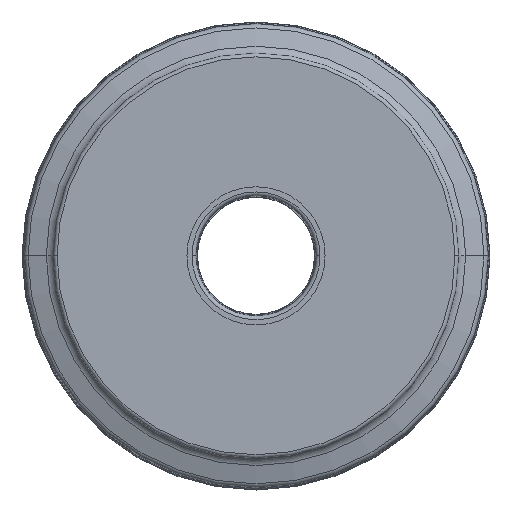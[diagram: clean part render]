
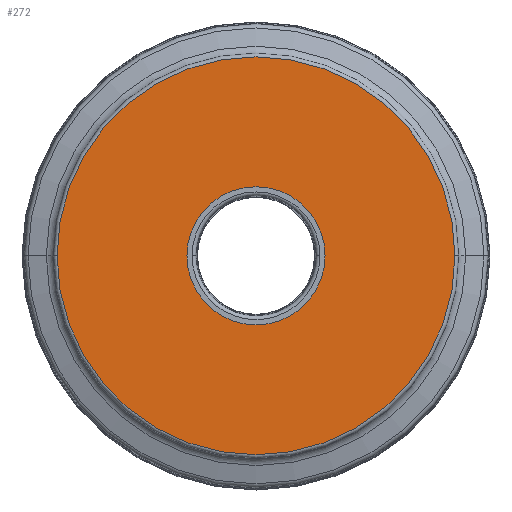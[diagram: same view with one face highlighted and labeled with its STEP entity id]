
A CAD part, top view. The second image highlights one B-rep face of the part: STEP entity #272.
In plain terms, the highlighted planar face has unit normal (0, 0, 1).
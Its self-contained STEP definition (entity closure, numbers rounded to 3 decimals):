
#30=PLANE('',#2223);
#38=FACE_BOUND('',#502,.T.);
#39=FACE_BOUND('',#503,.T.);
#272=ADVANCED_FACE('',(#38,#39),#30,.F.);
#502=EDGE_LOOP('',(#929,#930));
#503=EDGE_LOOP('',(#931,#932));
#929=ORIENTED_EDGE('',*,*,#1394,.F.);
#930=ORIENTED_EDGE('',*,*,#1392,.F.);
#931=ORIENTED_EDGE('',*,*,#1395,.T.);
#932=ORIENTED_EDGE('',*,*,#1396,.T.);
#1155=VERTEX_POINT('',#4608);
#1156=VERTEX_POINT('',#4610);
#1157=VERTEX_POINT('',#4616);
#1158=VERTEX_POINT('',#4617);
#1392=EDGE_CURVE('',#1155,#1156,#1691,.T.);
#1394=EDGE_CURVE('',#1156,#1155,#1693,.T.);
#1395=EDGE_CURVE('',#1157,#1158,#1694,.T.);
#1396=EDGE_CURVE('',#1158,#1157,#1695,.T.);
#1691=CIRCLE('',#2216,107.995);
#1693=CIRCLE('',#2219,107.995);
#1694=CIRCLE('',#2221,37.5);
#1695=CIRCLE('',#2222,37.5);
#2216=AXIS2_PLACEMENT_3D('',#4609,#2782,#2783);
#2219=AXIS2_PLACEMENT_3D('',#4613,#2788,#2789);
#2221=AXIS2_PLACEMENT_3D('',#4615,#2792,#2793);
#2222=AXIS2_PLACEMENT_3D('',#4618,#2794,#2795);
#2223=AXIS2_PLACEMENT_3D('',#4619,#2796,#2797);
#2782=DIRECTION('',(0.,0.,-1.));
#2783=DIRECTION('',(-1.,0.,0.));
#2788=DIRECTION('',(0.,0.,-1.));
#2789=DIRECTION('',(1.,0.,0.));
#2792=DIRECTION('',(0.,0.,-1.));
#2793=DIRECTION('',(-1.,0.,0.));
#2794=DIRECTION('',(0.,0.,-1.));
#2795=DIRECTION('',(1.,0.,0.));
#2796=DIRECTION('',(0.,0.,-1.));
#2797=DIRECTION('',(1.,0.,0.));
#4608=CARTESIAN_POINT('',(-107.995,0.,0.));
#4609=CARTESIAN_POINT('',(0.,0.,0.));
#4610=CARTESIAN_POINT('',(107.995,0.,0.));
#4613=CARTESIAN_POINT('',(0.,0.,0.));
#4615=CARTESIAN_POINT('',(0.,0.,0.));
#4616=CARTESIAN_POINT('',(-37.5,0.,0.));
#4617=CARTESIAN_POINT('',(37.5,0.,0.));
#4618=CARTESIAN_POINT('',(0.,0.,0.));
#4619=CARTESIAN_POINT('',(0.,0.,0.));
